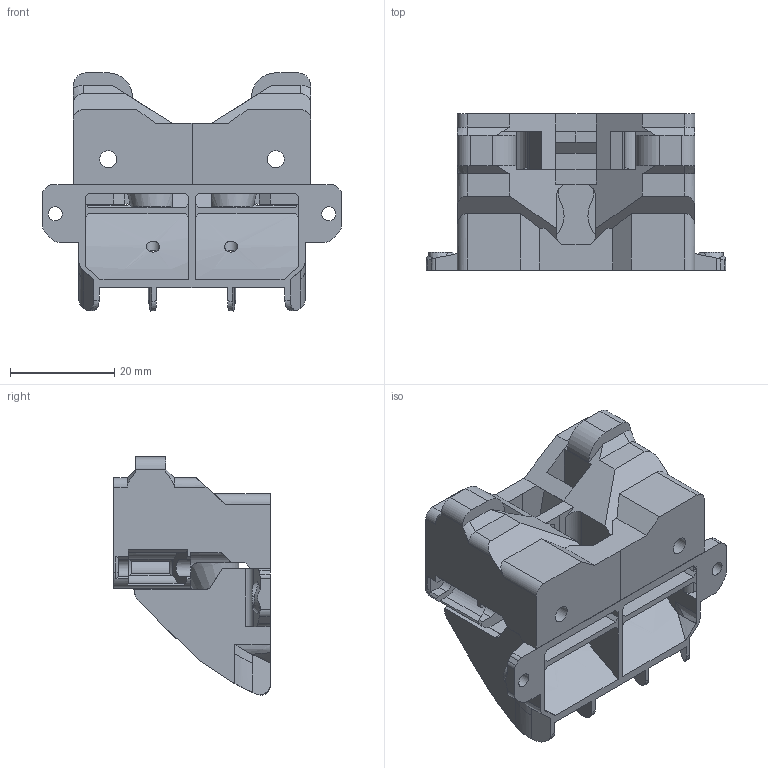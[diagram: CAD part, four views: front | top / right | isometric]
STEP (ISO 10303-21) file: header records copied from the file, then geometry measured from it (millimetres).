
FILE_DESCRIPTION(/* description */ (''),/* implementation_level */ '2;1');
FILE_NAME(/* name */ 'UHF Aero Diverter Ender.step',/* time_stamp */ '2024-08-06T13:18:59Z',/* author */ (''),/* organization */ (''),/* preprocessor_version */ 'ST-DEVELOPER v20',/* originating_system */ 'Autodesk Translation Framework v13.14.0.145',/* authorisation */ '');
FILE_SCHEMA (('AUTOMOTIVE_DESIGN { 1 0 10303 214 3 1 1 }'));
Length unit declared in the file: millimetre
Products named in the file (3): (Unsaved); Component1; Component2
Assembly tree (2 placements, depth 2):
  (Unsaved)
    Component1
    Component2
Bounding box: 57.5 x 30.07 x 45.74 mm (x, y, z)
Volume: 22695.5 mm3; surface area: 15563.8 mm2
Topology: 2 solids, 4 shells, 392 faces, 1145 edges, 753 vertices
Faces by surface type: plane 246, cylinder 79, bspline 47, cone 20
Full cylindrical faces by diameter (mm): 2.5 x2, 2.7 x2, 3.3 x4, 4.5 x2, 6.301 x2
Entity records: 15907 total; most frequent: CARTESIAN_POINT 5899, ORIENTED_EDGE 2282, DIRECTION 1769, EDGE_CURVE 1141, VERTEX_POINT 753, LINE 701, VECTOR 701, AXIS2_PLACEMENT_3D 534
